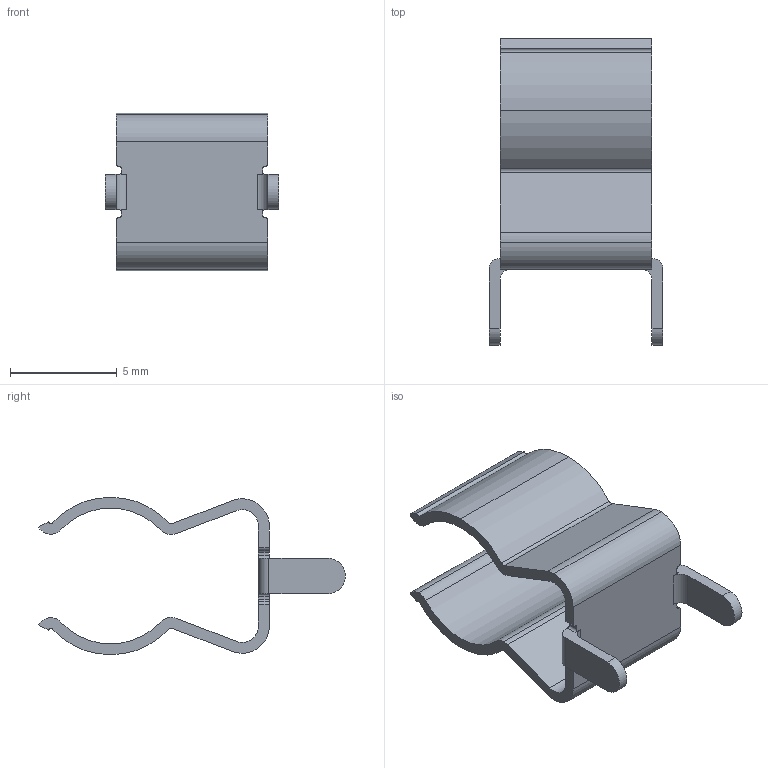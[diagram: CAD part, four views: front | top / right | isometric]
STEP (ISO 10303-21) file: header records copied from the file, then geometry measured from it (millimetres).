
FILE_DESCRIPTION (( 'STEP AP214' ), '1' );
FILE_NAME ('C8751233-CF48-4658-BD55-DEB92950757A.STEP', '2023-09-21T12:35:47', ( '' ), ( '' ), 'SwSTEP 2.0', 'SolidWorks 2022', '' );
FILE_SCHEMA (( 'AUTOMOTIVE_DESIGN' ));
Length unit declared in the file: inch
Products named in the file (1): C8751233-CF48-4658-BD55-DEB92950757A
Bounding box: 8.13 x 14.35 x 7.37 mm (x, y, z)
Volume: 109.1 mm3; surface area: 472.5 mm2
Topology: 1 solids, 1 shells, 66 faces, 192 edges, 128 vertices
Faces by surface type: cylinder 42, plane 24
Entity records: 2260 total; most frequent: DIRECTION 410, CARTESIAN_POINT 387, ORIENTED_EDGE 384, EDGE_CURVE 192, AXIS2_PLACEMENT_3D 151, VERTEX_POINT 128, VECTOR 108, LINE 108
